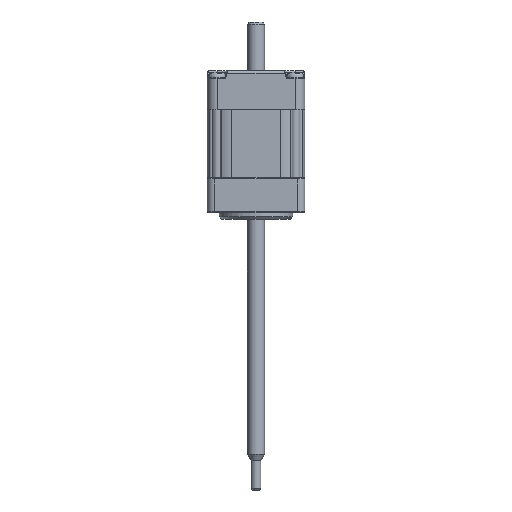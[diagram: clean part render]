
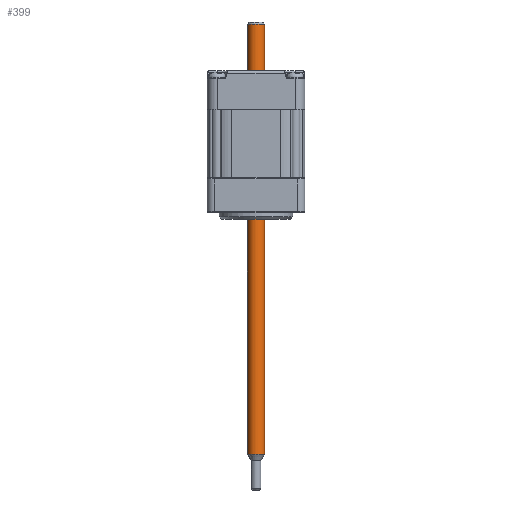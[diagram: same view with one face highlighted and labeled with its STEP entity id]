
A CAD part, front view. The second image highlights one B-rep face of the part: STEP entity #399.
In plain terms, the highlighted cylindrical face has radius 1.75 mm (diameter 3.5 mm), a partial arc.
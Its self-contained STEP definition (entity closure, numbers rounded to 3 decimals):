
#399 = ADVANCED_FACE ( 'NONE', ( #6328 ), #1548, .T. ) ;
#972 = ORIENTED_EDGE ( 'NONE', *, *, #3345, .T. ) ;
#990 = VERTEX_POINT ( 'NONE', #11240 ) ;
#1548 = CYLINDRICAL_SURFACE ( 'NONE', #10549, 1.75 ) ;
#1660 = CARTESIAN_POINT ( 'NONE',  ( 2.453, -3.253, -62.785 ) ) ;
#1850 = ORIENTED_EDGE ( 'NONE', *, *, #7747, .F. ) ;
#1882 = DIRECTION ( 'NONE',  ( 0., 0., -1. ) ) ;
#2118 = DIRECTION ( 'NONE',  ( -0.922, -0.386, 0. ) ) ;
#2135 = CARTESIAN_POINT ( 'NONE',  ( 0.839, -3.929, -90.484 ) ) ;
#2386 = EDGE_LOOP ( 'NONE', ( #1850, #6078, #972, #5231 ) ) ;
#2557 = DIRECTION ( 'NONE',  ( 0.922, 0.386, 0. ) ) ;
#2735 = CIRCLE ( 'NONE', #10687, 1.75 ) ;
#3345 = EDGE_CURVE ( 'NONE', #11010, #9153, #4442, .T. ) ;
#4287 = CARTESIAN_POINT ( 'NONE',  ( 0.839, -3.929, -62.785 ) ) ;
#4442 = LINE ( 'NONE', #2135, #6841 ) ;
#4863 = CARTESIAN_POINT ( 'NONE',  ( 2.453, -3.253, 25.416 ) ) ;
#5057 = CIRCLE ( 'NONE', #10885, 1.75 ) ;
#5231 = ORIENTED_EDGE ( 'NONE', *, *, #9173, .F. ) ;
#5242 = CARTESIAN_POINT ( 'NONE',  ( 0.839, -3.929, 25.416 ) ) ;
#5778 = DIRECTION ( 'NONE',  ( -0.922, -0.386, 0. ) ) ;
#6078 = ORIENTED_EDGE ( 'NONE', *, *, #11658, .T. ) ;
#6328 = FACE_OUTER_BOUND ( 'NONE', #2386, .T. ) ;
#6631 = CARTESIAN_POINT ( 'NONE',  ( 4.067, -2.578, -62.785 ) ) ;
#6655 = DIRECTION ( 'NONE',  ( 0., 0., -1. ) ) ;
#6841 = VECTOR ( 'NONE', #6655, 1000. ) ;
#7483 = VECTOR ( 'NONE', #1882, 1000. ) ;
#7519 = DIRECTION ( 'NONE',  ( 0., 0., -1. ) ) ;
#7747 = EDGE_CURVE ( 'NONE', #990, #10862, #9909, .T. ) ;
#7965 = DIRECTION ( 'NONE',  ( 0., 0., -1. ) ) ;
#8193 = CARTESIAN_POINT ( 'NONE',  ( 4.067, -2.578, -90.484 ) ) ;
#9153 = VERTEX_POINT ( 'NONE', #4287 ) ;
#9173 = EDGE_CURVE ( 'NONE', #10862, #9153, #5057, .T. ) ;
#9909 = LINE ( 'NONE', #8193, #7483 ) ;
#10195 = CARTESIAN_POINT ( 'NONE',  ( 2.453, -3.253, -90.484 ) ) ;
#10549 = AXIS2_PLACEMENT_3D ( 'NONE', #10195, #7519, #2118 ) ;
#10687 = AXIS2_PLACEMENT_3D ( 'NONE', #4863, #11169, #5778 ) ;
#10862 = VERTEX_POINT ( 'NONE', #6631 ) ;
#10885 = AXIS2_PLACEMENT_3D ( 'NONE', #1660, #7965, #2557 ) ;
#11010 = VERTEX_POINT ( 'NONE', #5242 ) ;
#11169 = DIRECTION ( 'NONE',  ( 0., 0., -1. ) ) ;
#11240 = CARTESIAN_POINT ( 'NONE',  ( 4.067, -2.578, 25.416 ) ) ;
#11658 = EDGE_CURVE ( 'NONE', #990, #11010, #2735, .T. ) ;
